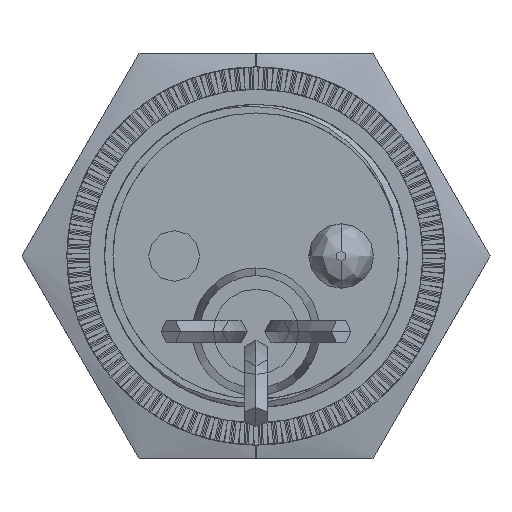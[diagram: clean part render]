
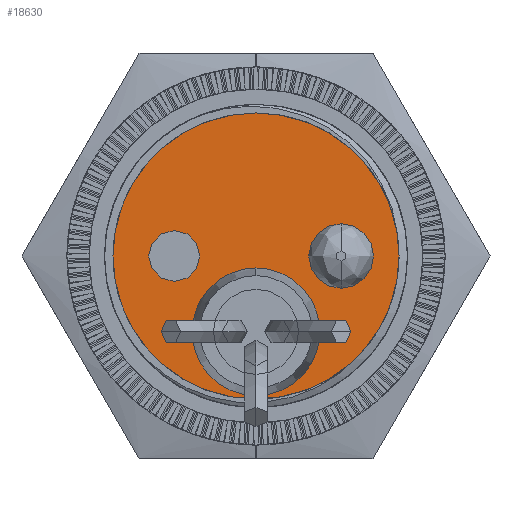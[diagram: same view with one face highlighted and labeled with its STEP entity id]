
A CAD part, left-side view. The second image highlights one B-rep face of the part: STEP entity #18630.
In plain terms, the highlighted planar face has unit normal (-1, 0, 0).
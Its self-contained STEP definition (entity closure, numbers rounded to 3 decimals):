
#265 = FACE_BOUND ( 'NONE', #23256, .T. ) ;
#594 = CIRCLE ( 'NONE', #24584, 1.5 ) ;
#776 = AXIS2_PLACEMENT_3D ( 'NONE', #1336, #17401, #39213 ) ;
#976 = FACE_BOUND ( 'NONE', #17886, .T. ) ;
#1027 = ORIENTED_EDGE ( 'NONE', *, *, #41694, .F. ) ;
#1336 = CARTESIAN_POINT ( 'NONE',  ( -1., -51.835, 9.967 ) ) ;
#1995 = DIRECTION ( 'NONE',  ( 1., 0., 0. ) ) ;
#2163 = DIRECTION ( 'NONE',  ( -1., 0., 0. ) ) ;
#2992 = AXIS2_PLACEMENT_3D ( 'NONE', #45229, #1995, #29500 ) ;
#2994 = CARTESIAN_POINT ( 'NONE',  ( -1., -51.835, 1.767 ) ) ;
#4660 = AXIS2_PLACEMENT_3D ( 'NONE', #56817, #2163, #62180 ) ;
#4827 = DIRECTION ( 'NONE',  ( -1., 0., 0. ) ) ;
#5953 = CARTESIAN_POINT ( 'NONE',  ( -1., -47.035, 9.967 ) ) ;
#5979 = FACE_BOUND ( 'NONE', #48711, .T. ) ;
#6160 = AXIS2_PLACEMENT_3D ( 'NONE', #23893, #28890, #50669 ) ;
#7600 = ORIENTED_EDGE ( 'NONE', *, *, #31803, .T. ) ;
#8443 = CARTESIAN_POINT ( 'NONE',  ( -1., -56.835, 9.967 ) ) ;
#11043 = CARTESIAN_POINT ( 'NONE',  ( -1., -51.835, 18.367 ) ) ;
#11175 = VERTEX_POINT ( 'NONE', #11043 ) ;
#11195 = ORIENTED_EDGE ( 'NONE', *, *, #39511, .F. ) ;
#12093 = CARTESIAN_POINT ( 'NONE',  ( -1., -47.035, 9.967 ) ) ;
#12736 = CARTESIAN_POINT ( 'NONE',  ( -1., -56.835, 11.867 ) ) ;
#13299 = DIRECTION ( 'NONE',  ( 1., 0., 0. ) ) ;
#15606 = CARTESIAN_POINT ( 'NONE',  ( -1., -47.035, 11.467 ) ) ;
#17401 = DIRECTION ( 'NONE',  ( 1., 0., 0. ) ) ;
#17598 = CARTESIAN_POINT ( 'NONE',  ( -1., -51.835, 9.967 ) ) ;
#17886 = EDGE_LOOP ( 'NONE', ( #28331, #28686 ) ) ;
#18630 = ADVANCED_FACE ( 'NONE', ( #32769, #265, #976, #5979 ), #61000, .F. ) ;
#20874 = ORIENTED_EDGE ( 'NONE', *, *, #50926, .T. ) ;
#20987 = DIRECTION ( 'NONE',  ( 0., 0., -1. ) ) ;
#22572 = EDGE_CURVE ( 'NONE', #23134, #26571, #37587, .T. ) ;
#23134 = VERTEX_POINT ( 'NONE', #46357 ) ;
#23256 = EDGE_LOOP ( 'NONE', ( #20874, #7600 ) ) ;
#23774 = ORIENTED_EDGE ( 'NONE', *, *, #22572, .F. ) ;
#23893 = CARTESIAN_POINT ( 'NONE',  ( -1., -56.835, 9.967 ) ) ;
#24584 = AXIS2_PLACEMENT_3D ( 'NONE', #12093, #37829, #38888 ) ;
#25036 = AXIS2_PLACEMENT_3D ( 'NONE', #8443, #34565, #29185 ) ;
#26571 = VERTEX_POINT ( 'NONE', #12736 ) ;
#26775 = EDGE_CURVE ( 'NONE', #34965, #61558, #64080, .T. ) ;
#27662 = DIRECTION ( 'NONE',  ( 0., 1., 0. ) ) ;
#28331 = ORIENTED_EDGE ( 'NONE', *, *, #49235, .F. ) ;
#28686 = ORIENTED_EDGE ( 'NONE', *, *, #26775, .F. ) ;
#28890 = DIRECTION ( 'NONE',  ( -1., 0., 0. ) ) ;
#29185 = DIRECTION ( 'NONE',  ( 0., 1., 0. ) ) ;
#29500 = DIRECTION ( 'NONE',  ( 0., 1., 0. ) ) ;
#29596 = VERTEX_POINT ( 'NONE', #69195 ) ;
#31036 = AXIS2_PLACEMENT_3D ( 'NONE', #32669, #4827, #27662 ) ;
#31803 = EDGE_CURVE ( 'NONE', #29596, #69568, #594, .T. ) ;
#32669 = CARTESIAN_POINT ( 'NONE',  ( -1., -51.835, 5.517 ) ) ;
#32769 = FACE_OUTER_BOUND ( 'NONE', #51694, .T. ) ;
#33557 = CIRCLE ( 'NONE', #6160, 1.9 ) ;
#34565 = DIRECTION ( 'NONE',  ( -1., 0., 0. ) ) ;
#34965 = VERTEX_POINT ( 'NONE', #60673 ) ;
#35185 = CIRCLE ( 'NONE', #46592, 8.4 ) ;
#37587 = CIRCLE ( 'NONE', #25036, 1.9 ) ;
#37829 = DIRECTION ( 'NONE',  ( 1., 0., 0. ) ) ;
#38888 = DIRECTION ( 'NONE',  ( 0., 0., -1. ) ) ;
#39213 = DIRECTION ( 'NONE',  ( 0., 1., 0. ) ) ;
#39505 = CARTESIAN_POINT ( 'NONE',  ( -1., -51.835, 1.567 ) ) ;
#39511 = EDGE_CURVE ( 'NONE', #67438, #11175, #35185, .T. ) ;
#41694 = EDGE_CURVE ( 'NONE', #11175, #67438, #64596, .T. ) ;
#44694 = AXIS2_PLACEMENT_3D ( 'NONE', #5953, #65602, #20987 ) ;
#45229 = CARTESIAN_POINT ( 'NONE',  ( -1., -51.835, 9.967 ) ) ;
#46357 = CARTESIAN_POINT ( 'NONE',  ( -1., -56.835, 8.067 ) ) ;
#46592 = AXIS2_PLACEMENT_3D ( 'NONE', #17598, #13299, #61186 ) ;
#48711 = EDGE_LOOP ( 'NONE', ( #49854, #23774 ) ) ;
#49235 = EDGE_CURVE ( 'NONE', #61558, #34965, #66237, .T. ) ;
#49854 = ORIENTED_EDGE ( 'NONE', *, *, #58895, .F. ) ;
#50669 = DIRECTION ( 'NONE',  ( 0., 1., 0. ) ) ;
#50926 = EDGE_CURVE ( 'NONE', #69568, #29596, #69778, .T. ) ;
#51694 = EDGE_LOOP ( 'NONE', ( #1027, #11195 ) ) ;
#56817 = CARTESIAN_POINT ( 'NONE',  ( -1., -51.835, 5.517 ) ) ;
#58895 = EDGE_CURVE ( 'NONE', #26571, #23134, #33557, .T. ) ;
#60673 = CARTESIAN_POINT ( 'NONE',  ( -1., -51.835, 9.267 ) ) ;
#61000 = PLANE ( 'NONE',  #776 ) ;
#61186 = DIRECTION ( 'NONE',  ( 0., 1., 0. ) ) ;
#61558 = VERTEX_POINT ( 'NONE', #2994 ) ;
#62180 = DIRECTION ( 'NONE',  ( 0., 1., 0. ) ) ;
#64080 = CIRCLE ( 'NONE', #31036, 3.75 ) ;
#64596 = CIRCLE ( 'NONE', #2992, 8.4 ) ;
#65602 = DIRECTION ( 'NONE',  ( 1., 0., 0. ) ) ;
#66237 = CIRCLE ( 'NONE', #4660, 3.75 ) ;
#67438 = VERTEX_POINT ( 'NONE', #39505 ) ;
#69195 = CARTESIAN_POINT ( 'NONE',  ( -1., -47.035, 8.467 ) ) ;
#69568 = VERTEX_POINT ( 'NONE', #15606 ) ;
#69778 = CIRCLE ( 'NONE', #44694, 1.5 ) ;
